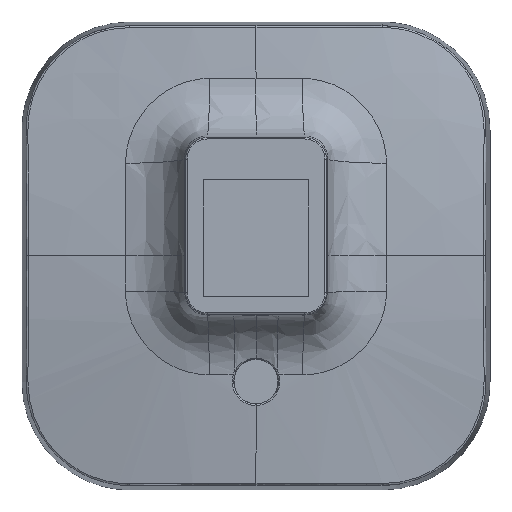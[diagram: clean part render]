
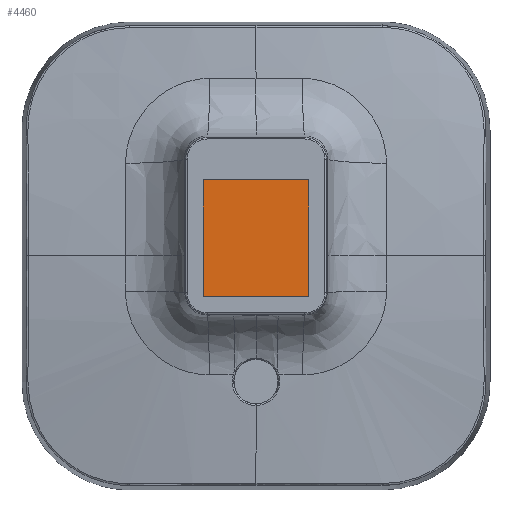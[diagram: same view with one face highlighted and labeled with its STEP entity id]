
A CAD part, top view. The second image highlights one B-rep face of the part: STEP entity #4460.
In plain terms, the highlighted planar face has unit normal (0, 0, 1).
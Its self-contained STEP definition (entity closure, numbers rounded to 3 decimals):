
#46 = DIRECTION ( 'NONE',  ( 0., 1., 0. ) ) ;
#418 = LINE ( 'NONE', #4307, #7968 ) ;
#472 = DIRECTION ( 'NONE',  ( 0., 0., -1. ) ) ;
#551 = EDGE_CURVE ( 'NONE', #6696, #1348, #4601, .T. ) ;
#614 = DIRECTION ( 'NONE',  ( 0., -1., 0. ) ) ;
#623 = EDGE_CURVE ( 'NONE', #3393, #6621, #8330, .T. ) ;
#706 = CARTESIAN_POINT ( 'NONE',  ( 6.666, 14.266, 34. ) ) ;
#715 = ORIENTED_EDGE ( 'NONE', *, *, #623, .T. ) ;
#812 = EDGE_CURVE ( 'NONE', #8335, #7197, #1281, .T. ) ;
#868 = DIRECTION ( 'NONE',  ( -1., 0., 0. ) ) ;
#875 = DIRECTION ( 'NONE',  ( -1., 0., 0. ) ) ;
#889 = CARTESIAN_POINT ( 'NONE',  ( -7.466, -7.354, 34. ) ) ;
#948 = VERTEX_POINT ( 'NONE', #6935 ) ;
#1171 = EDGE_CURVE ( 'NONE', #9809, #8986, #5608, .T. ) ;
#1174 = CARTESIAN_POINT ( 'NONE',  ( -4.852, -7.354, 34. ) ) ;
#1281 = LINE ( 'NONE', #2729, #4472 ) ;
#1348 = VERTEX_POINT ( 'NONE', #1958 ) ;
#1357 = EDGE_CURVE ( 'NONE', #6696, #6621, #8847, .T. ) ;
#1364 = FACE_OUTER_BOUND ( 'NONE', #4953, .T. ) ;
#1555 = CARTESIAN_POINT ( 'NONE',  ( 4.852, -7.354, 34. ) ) ;
#1834 = ORIENTED_EDGE ( 'NONE', *, *, #7824, .T. ) ;
#1837 = VECTOR ( 'NONE', #5515, 1000. ) ;
#1862 = DIRECTION ( 'NONE',  ( -1., 0., 0. ) ) ;
#1958 = CARTESIAN_POINT ( 'NONE',  ( -4.852, -6.025, 34. ) ) ;
#2082 = ORIENTED_EDGE ( 'NONE', *, *, #6608, .T. ) ;
#2435 = LINE ( 'NONE', #7050, #7739 ) ;
#2531 = ORIENTED_EDGE ( 'NONE', *, *, #6619, .T. ) ;
#2542 = VECTOR ( 'NONE', #4577, 1000. ) ;
#2649 = CARTESIAN_POINT ( 'NONE',  ( -6.666, 14.266, 34. ) ) ;
#2729 = CARTESIAN_POINT ( 'NONE',  ( 6.666, 14.266, 34. ) ) ;
#2885 = ORIENTED_EDGE ( 'NONE', *, *, #4880, .T. ) ;
#3111 = AXIS2_PLACEMENT_3D ( 'NONE', #7365, #472, #614 ) ;
#3126 = LINE ( 'NONE', #6077, #9565 ) ;
#3167 = CARTESIAN_POINT ( 'NONE',  ( 4.852, -7.354, 34. ) ) ;
#3283 = VECTOR ( 'NONE', #3853, 1000. ) ;
#3393 = VERTEX_POINT ( 'NONE', #7476 ) ;
#3531 = DIRECTION ( 'NONE',  ( 0., 1., 0. ) ) ;
#3853 = DIRECTION ( 'NONE',  ( 0., -1., 0. ) ) ;
#3874 = CARTESIAN_POINT ( 'NONE',  ( -6.666, 14.266, 34. ) ) ;
#3896 = ORIENTED_EDGE ( 'NONE', *, *, #551, .T. ) ;
#3910 = CARTESIAN_POINT ( 'NONE',  ( -4.852, -6.025, 34. ) ) ;
#3972 = CARTESIAN_POINT ( 'NONE',  ( -7.466, -7.354, 34. ) ) ;
#4040 = EDGE_CURVE ( 'NONE', #1348, #9501, #9468, .T. ) ;
#4140 = VECTOR ( 'NONE', #868, 1000. ) ;
#4165 = CARTESIAN_POINT ( 'NONE',  ( -7.466, -7.354, 34. ) ) ;
#4307 = CARTESIAN_POINT ( 'NONE',  ( -7.466, 10.666, 34. ) ) ;
#4404 = PLANE ( 'NONE',  #3111 ) ;
#4451 = ORIENTED_EDGE ( 'NONE', *, *, #1357, .F. ) ;
#4460 = ADVANCED_FACE ( 'NONE', ( #1364 ), #4404, .F. ) ;
#4472 = VECTOR ( 'NONE', #3531, 1000. ) ;
#4577 = DIRECTION ( 'NONE',  ( 0., -1., 0. ) ) ;
#4601 = LINE ( 'NONE', #3910, #6062 ) ;
#4880 = EDGE_CURVE ( 'NONE', #8111, #9442, #2435, .T. ) ;
#4953 = EDGE_LOOP ( 'NONE', ( #4451, #3896, #5708, #9831, #7151, #7210, #2531, #6658, #2082, #2885, #1834, #715 ) ) ;
#5091 = VECTOR ( 'NONE', #46, 1000. ) ;
#5381 = LINE ( 'NONE', #9128, #5091 ) ;
#5410 = DIRECTION ( 'NONE',  ( -1., 0., 0. ) ) ;
#5432 = EDGE_CURVE ( 'NONE', #9501, #8986, #6203, .T. ) ;
#5483 = DIRECTION ( 'NONE',  ( 0., -1., 0. ) ) ;
#5515 = DIRECTION ( 'NONE',  ( 1., 0., 0. ) ) ;
#5567 = VECTOR ( 'NONE', #5410, 1000. ) ;
#5608 = LINE ( 'NONE', #3167, #4140 ) ;
#5708 = ORIENTED_EDGE ( 'NONE', *, *, #4040, .T. ) ;
#6062 = VECTOR ( 'NONE', #9096, 1000. ) ;
#6077 = CARTESIAN_POINT ( 'NONE',  ( 6.666, 10.666, 34. ) ) ;
#6127 = LINE ( 'NONE', #3874, #5567 ) ;
#6203 = LINE ( 'NONE', #1555, #3283 ) ;
#6484 = CARTESIAN_POINT ( 'NONE',  ( -4.852, -6.025, 34. ) ) ;
#6608 = EDGE_CURVE ( 'NONE', #7197, #8111, #6127, .T. ) ;
#6619 = EDGE_CURVE ( 'NONE', #948, #8335, #3126, .T. ) ;
#6621 = VERTEX_POINT ( 'NONE', #3972 ) ;
#6658 = ORIENTED_EDGE ( 'NONE', *, *, #812, .T. ) ;
#6696 = VERTEX_POINT ( 'NONE', #1174 ) ;
#6935 = CARTESIAN_POINT ( 'NONE',  ( 7.466, 10.666, 34. ) ) ;
#6991 = CARTESIAN_POINT ( 'NONE',  ( -6.666, 10.666, 34. ) ) ;
#7050 = CARTESIAN_POINT ( 'NONE',  ( -6.666, 10.666, 34. ) ) ;
#7151 = ORIENTED_EDGE ( 'NONE', *, *, #1171, .F. ) ;
#7197 = VERTEX_POINT ( 'NONE', #706 ) ;
#7210 = ORIENTED_EDGE ( 'NONE', *, *, #8313, .T. ) ;
#7314 = DIRECTION ( 'NONE',  ( -1., 0., 0. ) ) ;
#7365 = CARTESIAN_POINT ( 'NONE',  ( 0., 0., 34. ) ) ;
#7422 = CARTESIAN_POINT ( 'NONE',  ( 4.852, -6.025, 34. ) ) ;
#7476 = CARTESIAN_POINT ( 'NONE',  ( -7.466, 10.666, 34. ) ) ;
#7739 = VECTOR ( 'NONE', #5483, 1000. ) ;
#7824 = EDGE_CURVE ( 'NONE', #9442, #3393, #418, .T. ) ;
#7968 = VECTOR ( 'NONE', #1862, 1000. ) ;
#8111 = VERTEX_POINT ( 'NONE', #2649 ) ;
#8313 = EDGE_CURVE ( 'NONE', #9809, #948, #5381, .T. ) ;
#8330 = LINE ( 'NONE', #889, #2542 ) ;
#8335 = VERTEX_POINT ( 'NONE', #8577 ) ;
#8440 = CARTESIAN_POINT ( 'NONE',  ( 4.852, -7.354, 34. ) ) ;
#8577 = CARTESIAN_POINT ( 'NONE',  ( 6.666, 10.666, 34. ) ) ;
#8771 = VECTOR ( 'NONE', #7314, 1000. ) ;
#8847 = LINE ( 'NONE', #4165, #8771 ) ;
#8986 = VERTEX_POINT ( 'NONE', #8440 ) ;
#9096 = DIRECTION ( 'NONE',  ( 0., 1., 0. ) ) ;
#9128 = CARTESIAN_POINT ( 'NONE',  ( 7.466, 10.666, 34. ) ) ;
#9442 = VERTEX_POINT ( 'NONE', #6991 ) ;
#9447 = CARTESIAN_POINT ( 'NONE',  ( 7.466, -7.354, 34. ) ) ;
#9468 = LINE ( 'NONE', #6484, #1837 ) ;
#9501 = VERTEX_POINT ( 'NONE', #7422 ) ;
#9565 = VECTOR ( 'NONE', #875, 1000. ) ;
#9809 = VERTEX_POINT ( 'NONE', #9447 ) ;
#9831 = ORIENTED_EDGE ( 'NONE', *, *, #5432, .T. ) ;
